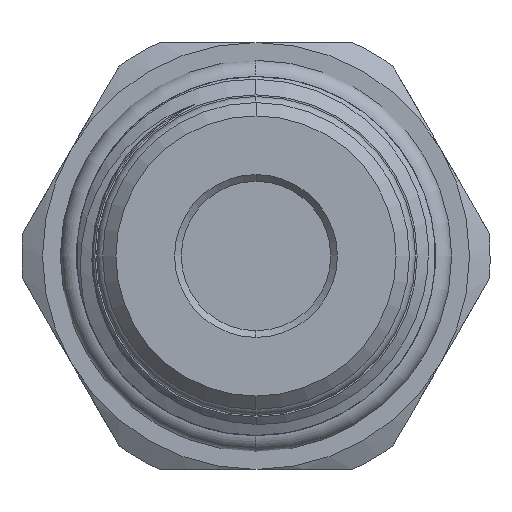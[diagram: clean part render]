
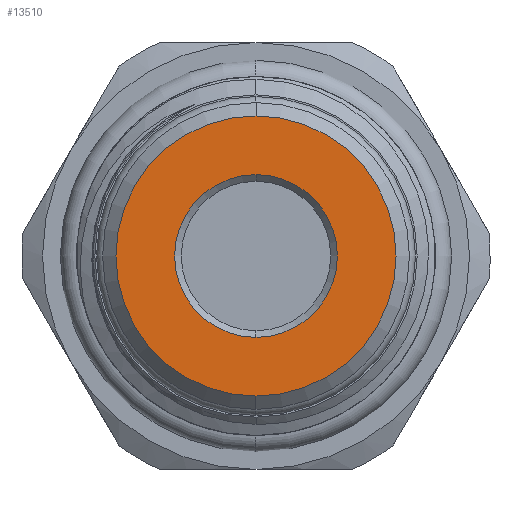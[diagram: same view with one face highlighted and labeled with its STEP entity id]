
A CAD part, left-side view. The second image highlights one B-rep face of the part: STEP entity #13510.
In plain terms, the highlighted planar face has unit normal (-1, 0, 0).
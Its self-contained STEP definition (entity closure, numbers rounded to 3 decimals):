
#611 = CIRCLE ( 'NONE', #9470, 10.5 ) ;
#624 = VERTEX_POINT ( 'NONE', #2360 ) ;
#779 = EDGE_LOOP ( 'NONE', ( #13889, #10894 ) ) ;
#1486 = CARTESIAN_POINT ( 'NONE',  ( -29.274, -2.703, 0. ) ) ;
#1596 = DIRECTION ( 'NONE',  ( -1., 0., 0. ) ) ;
#1601 = CARTESIAN_POINT ( 'NONE',  ( -29.274, -2.703, 0. ) ) ;
#1789 = EDGE_CURVE ( 'NONE', #3029, #10654, #2196, .T. ) ;
#2127 = AXIS2_PLACEMENT_3D ( 'NONE', #14115, #1596, #9586 ) ;
#2196 = CIRCLE ( 'NONE', #2127, 10.5 ) ;
#2283 = EDGE_CURVE ( 'NONE', #10654, #3029, #611, .T. ) ;
#2360 = CARTESIAN_POINT ( 'NONE',  ( -29.274, -2.703, -6.1 ) ) ;
#2455 = VERTEX_POINT ( 'NONE', #4056 ) ;
#2529 = DIRECTION ( 'NONE',  ( 0., 0., 1. ) ) ;
#3029 = VERTEX_POINT ( 'NONE', #9932 ) ;
#3691 = DIRECTION ( 'NONE',  ( 0., 0., 1. ) ) ;
#4056 = CARTESIAN_POINT ( 'NONE',  ( -29.274, -2.703, 6.1 ) ) ;
#4669 = CARTESIAN_POINT ( 'NONE',  ( -29.274, -2.703, 0. ) ) ;
#4981 = DIRECTION ( 'NONE',  ( 0., 0., 1. ) ) ;
#5043 = CARTESIAN_POINT ( 'NONE',  ( -29.274, -2.703, 10.5 ) ) ;
#5839 = DIRECTION ( 'NONE',  ( 1., 0., 0. ) ) ;
#6776 = ORIENTED_EDGE ( 'NONE', *, *, #2283, .T. ) ;
#7086 = CARTESIAN_POINT ( 'NONE',  ( -29.274, -2.703, 0. ) ) ;
#8398 = EDGE_CURVE ( 'NONE', #2455, #624, #8548, .T. ) ;
#8548 = CIRCLE ( 'NONE', #9515, 6.1 ) ;
#8677 = EDGE_LOOP ( 'NONE', ( #6776, #11386 ) ) ;
#8725 = FACE_BOUND ( 'NONE', #779, .T. ) ;
#9087 = FACE_OUTER_BOUND ( 'NONE', #8677, .T. ) ;
#9374 = DIRECTION ( 'NONE',  ( -1., 0., 0. ) ) ;
#9470 = AXIS2_PLACEMENT_3D ( 'NONE', #1486, #9374, #14053 ) ;
#9501 = DIRECTION ( 'NONE',  ( 1., 0., 0. ) ) ;
#9515 = AXIS2_PLACEMENT_3D ( 'NONE', #1601, #9501, #4981 ) ;
#9586 = DIRECTION ( 'NONE',  ( 0., 0., 1. ) ) ;
#9639 = EDGE_CURVE ( 'NONE', #624, #2455, #12469, .T. ) ;
#9932 = CARTESIAN_POINT ( 'NONE',  ( -29.274, -2.703, -10.5 ) ) ;
#10483 = DIRECTION ( 'NONE',  ( 1., 0., 0. ) ) ;
#10654 = VERTEX_POINT ( 'NONE', #5043 ) ;
#10894 = ORIENTED_EDGE ( 'NONE', *, *, #8398, .T. ) ;
#11245 = AXIS2_PLACEMENT_3D ( 'NONE', #7086, #10483, #2529 ) ;
#11386 = ORIENTED_EDGE ( 'NONE', *, *, #1789, .T. ) ;
#11918 = AXIS2_PLACEMENT_3D ( 'NONE', #4669, #5839, #3691 ) ;
#12469 = CIRCLE ( 'NONE', #11245, 6.1 ) ;
#13510 = ADVANCED_FACE ( 'NONE', ( #9087, #8725 ), #13863, .F. ) ;
#13863 = PLANE ( 'NONE',  #11918 ) ;
#13889 = ORIENTED_EDGE ( 'NONE', *, *, #9639, .T. ) ;
#14053 = DIRECTION ( 'NONE',  ( 0., 0., 1. ) ) ;
#14115 = CARTESIAN_POINT ( 'NONE',  ( -29.274, -2.703, 0. ) ) ;
